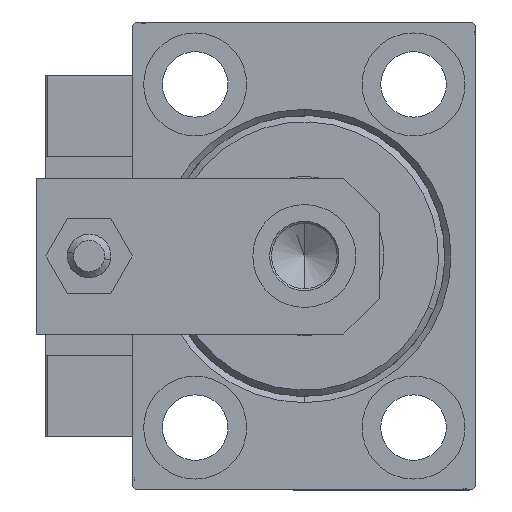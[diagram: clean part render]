
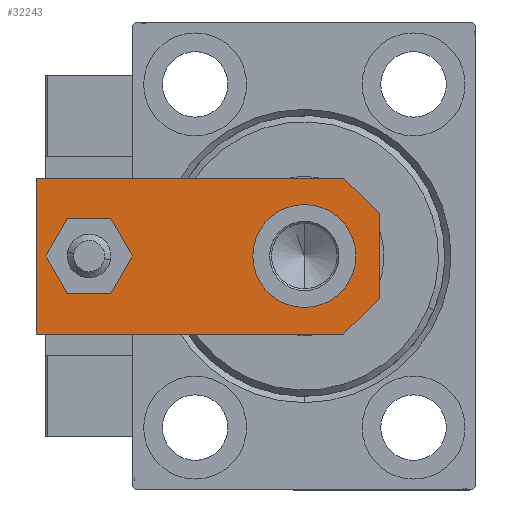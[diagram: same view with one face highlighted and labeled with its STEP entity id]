
A CAD part, left-side view. The second image highlights one B-rep face of the part: STEP entity #32243.
In plain terms, the highlighted face is planar.
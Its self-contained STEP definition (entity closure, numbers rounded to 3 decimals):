
#118 = CARTESIAN_POINT ( 'NONE',  ( 12.5, 5.66, 6. ) ) ;
#760 = EDGE_CURVE ( 'NONE', #14229, #5289, #38726, .T. ) ;
#1321 = AXIS2_PLACEMENT_3D ( 'NONE', #9065, #24800, #29419 ) ;
#1590 = CARTESIAN_POINT ( 'NONE',  ( 8.25, 12., 6. ) ) ;
#1682 = ORIENTED_EDGE ( 'NONE', *, *, #33865, .T. ) ;
#1994 = CARTESIAN_POINT ( 'NONE',  ( -12.5, 5.66, 6. ) ) ;
#2442 = VECTOR ( 'NONE', #6945, 1000. ) ;
#2445 = LINE ( 'NONE', #41626, #17886 ) ;
#2945 = DIRECTION ( 'NONE',  ( 0., 1., 0. ) ) ;
#3626 = ORIENTED_EDGE ( 'NONE', *, *, #39829, .F. ) ;
#3704 = VERTEX_POINT ( 'NONE', #7040 ) ;
#3738 = PLANE ( 'NONE',  #30948 ) ;
#3912 = AXIS2_PLACEMENT_3D ( 'NONE', #41732, #33503, #33006 ) ;
#4251 = DIRECTION ( 'NONE',  ( 1., 0., 0. ) ) ;
#4544 = EDGE_CURVE ( 'NONE', #34320, #3704, #44873, .T. ) ;
#5289 = VERTEX_POINT ( 'NONE', #1994 ) ;
#5511 = VECTOR ( 'NONE', #18284, 1000. ) ;
#5792 = CARTESIAN_POINT ( 'NONE',  ( 0., 46.5, 6. ) ) ;
#6176 = LINE ( 'NONE', #14159, #5511 ) ;
#6461 = EDGE_CURVE ( 'NONE', #20707, #16074, #35907, .T. ) ;
#6945 = DIRECTION ( 'NONE',  ( 1., 0., 0. ) ) ;
#7040 = CARTESIAN_POINT ( 'NONE',  ( 4., 46.5, 6. ) ) ;
#7424 = CARTESIAN_POINT ( 'NONE',  ( -8.25, 12., 6. ) ) ;
#8039 = CIRCLE ( 'NONE', #3912, 8.25 ) ;
#9065 = CARTESIAN_POINT ( 'NONE',  ( 0., 12., 6. ) ) ;
#9466 = ORIENTED_EDGE ( 'NONE', *, *, #27965, .T. ) ;
#9753 = EDGE_CURVE ( 'NONE', #13171, #47057, #2445, .T. ) ;
#11569 = LINE ( 'NONE', #38905, #2442 ) ;
#11651 = DIRECTION ( 'NONE',  ( 0., -1., 0. ) ) ;
#12523 = CARTESIAN_POINT ( 'NONE',  ( -4., 46.5, 6. ) ) ;
#13171 = VERTEX_POINT ( 'NONE', #118 ) ;
#14159 = CARTESIAN_POINT ( 'NONE',  ( 3.42, -3.42, 6. ) ) ;
#14229 = VERTEX_POINT ( 'NONE', #41075 ) ;
#15771 = VECTOR ( 'NONE', #37516, 1000. ) ;
#16014 = CARTESIAN_POINT ( 'NONE',  ( -12.5, 55., 6. ) ) ;
#16074 = VERTEX_POINT ( 'NONE', #7424 ) ;
#17058 = EDGE_CURVE ( 'NONE', #3704, #34320, #45189, .T. ) ;
#17157 = LINE ( 'NONE', #49371, #15771 ) ;
#17886 = VECTOR ( 'NONE', #2945, 1000. ) ;
#18107 = ORIENTED_EDGE ( 'NONE', *, *, #760, .T. ) ;
#18264 = VECTOR ( 'NONE', #30559, 1000. ) ;
#18284 = DIRECTION ( 'NONE',  ( 0.707, 0.707, 0. ) ) ;
#19078 = EDGE_CURVE ( 'NONE', #42530, #30856, #11569, .T. ) ;
#19146 = VECTOR ( 'NONE', #11651, 1000. ) ;
#20152 = ORIENTED_EDGE ( 'NONE', *, *, #9753, .T. ) ;
#20707 = VERTEX_POINT ( 'NONE', #1590 ) ;
#23841 = ORIENTED_EDGE ( 'NONE', *, *, #19078, .T. ) ;
#24291 = AXIS2_PLACEMENT_3D ( 'NONE', #5792, #41867, #45221 ) ;
#24373 = FACE_BOUND ( 'NONE', #26703, .T. ) ;
#24686 = ORIENTED_EDGE ( 'NONE', *, *, #6461, .F. ) ;
#24800 = DIRECTION ( 'NONE',  ( 0., 0., 1. ) ) ;
#25008 = CARTESIAN_POINT ( 'NONE',  ( 0., 46.5, 6. ) ) ;
#26703 = EDGE_LOOP ( 'NONE', ( #3626, #24686 ) ) ;
#27710 = ORIENTED_EDGE ( 'NONE', *, *, #17058, .F. ) ;
#27965 = EDGE_CURVE ( 'NONE', #47057, #14229, #17157, .T. ) ;
#28252 = CARTESIAN_POINT ( 'NONE',  ( 0., 0., 6. ) ) ;
#29419 = DIRECTION ( 'NONE',  ( 1., 0., 0. ) ) ;
#29582 = AXIS2_PLACEMENT_3D ( 'NONE', #25008, #43821, #40468 ) ;
#30038 = LINE ( 'NONE', #50125, #18264 ) ;
#30559 = DIRECTION ( 'NONE',  ( 0.707, -0.707, 0. ) ) ;
#30856 = VERTEX_POINT ( 'NONE', #47114 ) ;
#30948 = AXIS2_PLACEMENT_3D ( 'NONE', #28252, #43948, #4251 ) ;
#31090 = CARTESIAN_POINT ( 'NONE',  ( -6.84, 0., 6. ) ) ;
#31227 = CARTESIAN_POINT ( 'NONE',  ( 12.5, 55., 6. ) ) ;
#32243 = ADVANCED_FACE ( 'NONE', ( #39053, #39566, #24373 ), #3738, .T. ) ;
#33006 = DIRECTION ( 'NONE',  ( 1., 0., 0. ) ) ;
#33503 = DIRECTION ( 'NONE',  ( 0., 0., 1. ) ) ;
#33865 = EDGE_CURVE ( 'NONE', #30856, #13171, #6176, .T. ) ;
#34320 = VERTEX_POINT ( 'NONE', #12523 ) ;
#35516 = EDGE_LOOP ( 'NONE', ( #18107, #49869, #23841, #1682, #20152, #9466 ) ) ;
#35907 = CIRCLE ( 'NONE', #1321, 8.25 ) ;
#37516 = DIRECTION ( 'NONE',  ( -1., 0., 0. ) ) ;
#38726 = LINE ( 'NONE', #16014, #19146 ) ;
#38905 = CARTESIAN_POINT ( 'NONE',  ( -12.5, 0., 6. ) ) ;
#39053 = FACE_BOUND ( 'NONE', #46962, .T. ) ;
#39566 = FACE_OUTER_BOUND ( 'NONE', #35516, .T. ) ;
#39829 = EDGE_CURVE ( 'NONE', #16074, #20707, #8039, .T. ) ;
#40468 = DIRECTION ( 'NONE',  ( 1., 0., 0. ) ) ;
#41075 = CARTESIAN_POINT ( 'NONE',  ( -12.5, 55., 6. ) ) ;
#41626 = CARTESIAN_POINT ( 'NONE',  ( 12.5, 0., 6. ) ) ;
#41732 = CARTESIAN_POINT ( 'NONE',  ( 0., 12., 6. ) ) ;
#41867 = DIRECTION ( 'NONE',  ( 0., 0., 1. ) ) ;
#42530 = VERTEX_POINT ( 'NONE', #31090 ) ;
#43821 = DIRECTION ( 'NONE',  ( 0., 0., 1. ) ) ;
#43948 = DIRECTION ( 'NONE',  ( 0., 0., 1. ) ) ;
#44873 = CIRCLE ( 'NONE', #24291, 4. ) ;
#45189 = CIRCLE ( 'NONE', #29582, 4. ) ;
#45221 = DIRECTION ( 'NONE',  ( 1., 0., 0. ) ) ;
#46962 = EDGE_LOOP ( 'NONE', ( #50843, #27710 ) ) ;
#47057 = VERTEX_POINT ( 'NONE', #31227 ) ;
#47114 = CARTESIAN_POINT ( 'NONE',  ( 6.84, 0., 6. ) ) ;
#49371 = CARTESIAN_POINT ( 'NONE',  ( 12.5, 55., 6. ) ) ;
#49869 = ORIENTED_EDGE ( 'NONE', *, *, #50768, .T. ) ;
#50125 = CARTESIAN_POINT ( 'NONE',  ( -3.42, -3.42, 6. ) ) ;
#50768 = EDGE_CURVE ( 'NONE', #5289, #42530, #30038, .T. ) ;
#50843 = ORIENTED_EDGE ( 'NONE', *, *, #4544, .F. ) ;
